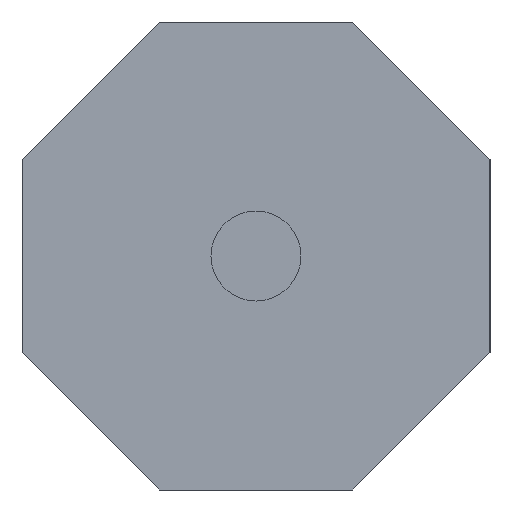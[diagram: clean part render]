
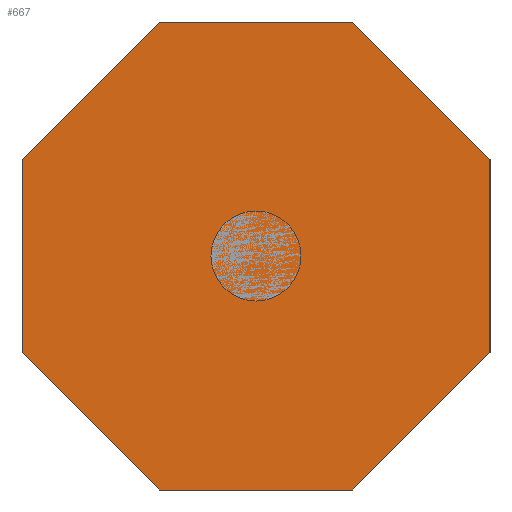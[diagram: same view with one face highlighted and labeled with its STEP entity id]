
A CAD part, left-side view. The second image highlights one B-rep face of the part: STEP entity #667.
In plain terms, the highlighted planar face has unit normal (-1, 0, 0).
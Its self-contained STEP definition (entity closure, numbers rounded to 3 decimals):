
#109=FACE_OUTER_BOUND('',#149,.T.);
#149=EDGE_LOOP('',(#490,#491,#492,#493,#494,#495,#496,#497));
#210=LINE('',#1052,#275);
#211=LINE('',#1054,#276);
#212=LINE('',#1056,#277);
#213=LINE('',#1058,#278);
#214=LINE('',#1060,#279);
#215=LINE('',#1062,#280);
#216=LINE('',#1064,#281);
#217=LINE('',#1065,#282);
#275=VECTOR('',#834,304.8);
#276=VECTOR('',#835,304.8);
#277=VECTOR('',#836,304.8);
#278=VECTOR('',#837,304.8);
#279=VECTOR('',#838,304.8);
#280=VECTOR('',#839,304.8);
#281=VECTOR('',#840,304.8);
#282=VECTOR('',#841,304.8);
#332=VERTEX_POINT('',#1050);
#333=VERTEX_POINT('',#1051);
#334=VERTEX_POINT('',#1053);
#335=VERTEX_POINT('',#1055);
#336=VERTEX_POINT('',#1057);
#337=VERTEX_POINT('',#1059);
#338=VERTEX_POINT('',#1061);
#339=VERTEX_POINT('',#1063);
#388=EDGE_CURVE('',#332,#333,#210,.T.);
#389=EDGE_CURVE('',#333,#334,#211,.T.);
#390=EDGE_CURVE('',#334,#335,#212,.T.);
#391=EDGE_CURVE('',#335,#336,#213,.T.);
#392=EDGE_CURVE('',#336,#337,#214,.T.);
#393=EDGE_CURVE('',#337,#338,#215,.T.);
#394=EDGE_CURVE('',#338,#339,#216,.T.);
#395=EDGE_CURVE('',#339,#332,#217,.T.);
#490=ORIENTED_EDGE('',*,*,#388,.T.);
#491=ORIENTED_EDGE('',*,*,#389,.T.);
#492=ORIENTED_EDGE('',*,*,#390,.T.);
#493=ORIENTED_EDGE('',*,*,#391,.T.);
#494=ORIENTED_EDGE('',*,*,#392,.T.);
#495=ORIENTED_EDGE('',*,*,#393,.T.);
#496=ORIENTED_EDGE('',*,*,#394,.T.);
#497=ORIENTED_EDGE('',*,*,#395,.T.);
#601=PLANE('',#715);
#667=ADVANCED_FACE('',(#109),#601,.T.);
#715=AXIS2_PLACEMENT_3D('',#1049,#832,#833);
#832=DIRECTION('center_axis',(-1.,0.,0.));
#833=DIRECTION('ref_axis',(0.,0.,1.));
#834=DIRECTION('',(0.,0.707,0.707));
#835=DIRECTION('',(0.,1.,0.));
#836=DIRECTION('',(0.,0.707,-0.707));
#837=DIRECTION('',(0.,0.,-1.));
#838=DIRECTION('',(0.,-0.707,-0.707));
#839=DIRECTION('',(0.,-1.,0.));
#840=DIRECTION('',(0.,-0.707,0.707));
#841=DIRECTION('',(0.,0.,1.));
#1049=CARTESIAN_POINT('Origin',(0.,-26.,10.77));
#1050=CARTESIAN_POINT('',(0.,-26.,10.77));
#1051=CARTESIAN_POINT('',(0.,-10.77,26.));
#1052=CARTESIAN_POINT('',(0.,-26.,10.77));
#1053=CARTESIAN_POINT('',(0.,10.77,26.));
#1054=CARTESIAN_POINT('',(0.,-10.77,26.));
#1055=CARTESIAN_POINT('',(0.,26.,10.77));
#1056=CARTESIAN_POINT('',(0.,10.77,26.));
#1057=CARTESIAN_POINT('',(0.,26.,-10.77));
#1058=CARTESIAN_POINT('',(0.,26.,10.77));
#1059=CARTESIAN_POINT('',(0.,10.77,-26.));
#1060=CARTESIAN_POINT('',(0.,26.,-10.77));
#1061=CARTESIAN_POINT('',(0.,-10.77,-26.));
#1062=CARTESIAN_POINT('',(0.,10.77,-26.));
#1063=CARTESIAN_POINT('',(0.,-26.,-10.77));
#1064=CARTESIAN_POINT('',(0.,-10.77,-26.));
#1065=CARTESIAN_POINT('',(0.,-26.,-10.77));
